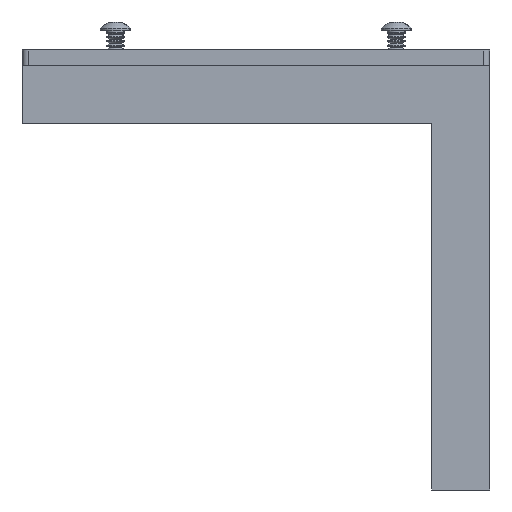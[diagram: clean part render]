
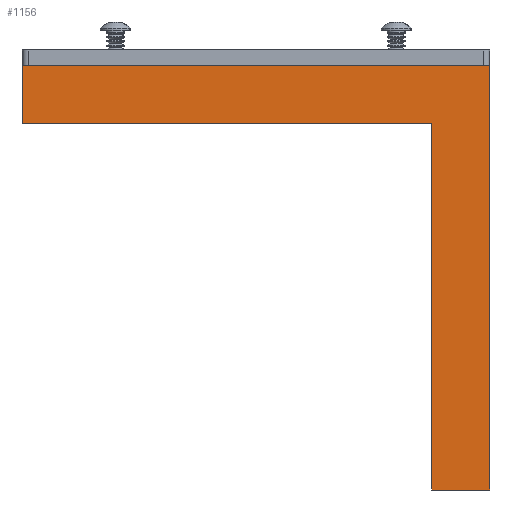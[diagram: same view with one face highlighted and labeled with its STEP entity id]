
A CAD part, left-side view. The second image highlights one B-rep face of the part: STEP entity #1156.
In plain terms, the highlighted face is planar.
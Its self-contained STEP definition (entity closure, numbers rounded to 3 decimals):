
#47 = VECTOR ( 'NONE', #497, 1000. ) ;
#497 = DIRECTION ( 'NONE',  ( 0., 1., 0. ) ) ;
#706 = CARTESIAN_POINT ( 'NONE',  ( 10., 9.5, 9.5 ) ) ;
#773 = CARTESIAN_POINT ( 'NONE',  ( 10., 76.2, 0. ) ) ;
#784 = CARTESIAN_POINT ( 'NONE',  ( 10., 9.5, 9.5 ) ) ;
#1042 = EDGE_CURVE ( 'NONE', #2469, #1796, #6340, .T. ) ;
#1155 = PLANE ( 'NONE',  #2773 ) ;
#1156 = ADVANCED_FACE ( 'NONE', ( #8070 ), #1155, .T. ) ;
#1495 = EDGE_CURVE ( 'NONE', #8669, #2469, #8205, .T. ) ;
#1597 = LINE ( 'NONE', #706, #7352 ) ;
#1663 = EDGE_CURVE ( 'NONE', #7884, #9385, #7656, .T. ) ;
#1796 = VERTEX_POINT ( 'NONE', #784 ) ;
#1896 = DIRECTION ( 'NONE',  ( 0., 0., -1. ) ) ;
#2469 = VERTEX_POINT ( 'NONE', #3210 ) ;
#2773 = AXIS2_PLACEMENT_3D ( 'NONE', #4284, #3520, #1896 ) ;
#2798 = DIRECTION ( 'NONE',  ( 0., 1., 0. ) ) ;
#2809 = VECTOR ( 'NONE', #3173, 1000. ) ;
#2970 = CARTESIAN_POINT ( 'NONE',  ( 10., 0., 69.2 ) ) ;
#3088 = EDGE_CURVE ( 'NONE', #1796, #9385, #1597, .T. ) ;
#3173 = DIRECTION ( 'NONE',  ( 0., -1., 0. ) ) ;
#3210 = CARTESIAN_POINT ( 'NONE',  ( 10., 76.2, 9.5 ) ) ;
#3330 = EDGE_CURVE ( 'NONE', #7501, #8669, #9794, .T. ) ;
#3454 = EDGE_CURVE ( 'NONE', #7884, #7501, #5823, .T. ) ;
#3520 = DIRECTION ( 'NONE',  ( 1., 0., 0. ) ) ;
#3560 = CARTESIAN_POINT ( 'NONE',  ( 10., 0., 69.2 ) ) ;
#3728 = CARTESIAN_POINT ( 'NONE',  ( 10., 9.5, 69.2 ) ) ;
#3773 = DIRECTION ( 'NONE',  ( 0., 0., 1. ) ) ;
#3875 = CARTESIAN_POINT ( 'NONE',  ( 10., 76.2, 9.5 ) ) ;
#4217 = ORIENTED_EDGE ( 'NONE', *, *, #3330, .T. ) ;
#4284 = CARTESIAN_POINT ( 'NONE',  ( 10., 0., 0. ) ) ;
#4806 = ORIENTED_EDGE ( 'NONE', *, *, #1663, .F. ) ;
#4880 = DIRECTION ( 'NONE',  ( 0., 0., 1. ) ) ;
#5159 = VECTOR ( 'NONE', #2798, 1000. ) ;
#5823 = LINE ( 'NONE', #9894, #6796 ) ;
#5867 = ORIENTED_EDGE ( 'NONE', *, *, #3088, .T. ) ;
#6340 = LINE ( 'NONE', #3875, #2809 ) ;
#6540 = ORIENTED_EDGE ( 'NONE', *, *, #1495, .T. ) ;
#6772 = CARTESIAN_POINT ( 'NONE',  ( 10., 0., 0. ) ) ;
#6796 = VECTOR ( 'NONE', #8273, 1000. ) ;
#7047 = ORIENTED_EDGE ( 'NONE', *, *, #3454, .T. ) ;
#7352 = VECTOR ( 'NONE', #3773, 1000. ) ;
#7501 = VERTEX_POINT ( 'NONE', #6772 ) ;
#7656 = LINE ( 'NONE', #3560, #47 ) ;
#7884 = VERTEX_POINT ( 'NONE', #2970 ) ;
#8070 = FACE_OUTER_BOUND ( 'NONE', #8371, .T. ) ;
#8205 = LINE ( 'NONE', #8979, #9757 ) ;
#8273 = DIRECTION ( 'NONE',  ( 0., 0., -1. ) ) ;
#8371 = EDGE_LOOP ( 'NONE', ( #4806, #7047, #4217, #6540, #8830, #5867 ) ) ;
#8669 = VERTEX_POINT ( 'NONE', #773 ) ;
#8830 = ORIENTED_EDGE ( 'NONE', *, *, #1042, .T. ) ;
#8979 = CARTESIAN_POINT ( 'NONE',  ( 10., 76.2, 0. ) ) ;
#9131 = CARTESIAN_POINT ( 'NONE',  ( 10., 0., 0. ) ) ;
#9385 = VERTEX_POINT ( 'NONE', #3728 ) ;
#9757 = VECTOR ( 'NONE', #4880, 1000. ) ;
#9794 = LINE ( 'NONE', #9131, #5159 ) ;
#9894 = CARTESIAN_POINT ( 'NONE',  ( 10., 0., 76.2 ) ) ;
